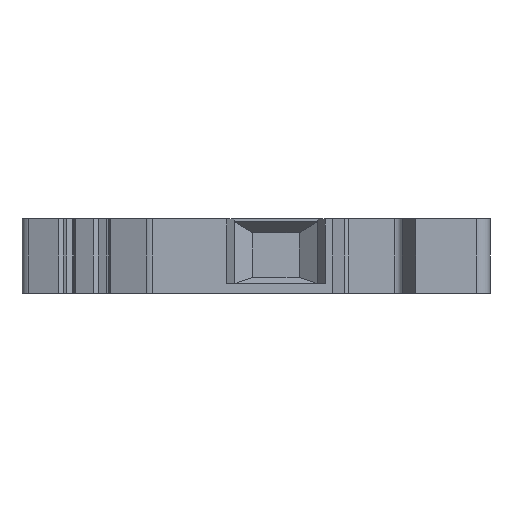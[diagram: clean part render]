
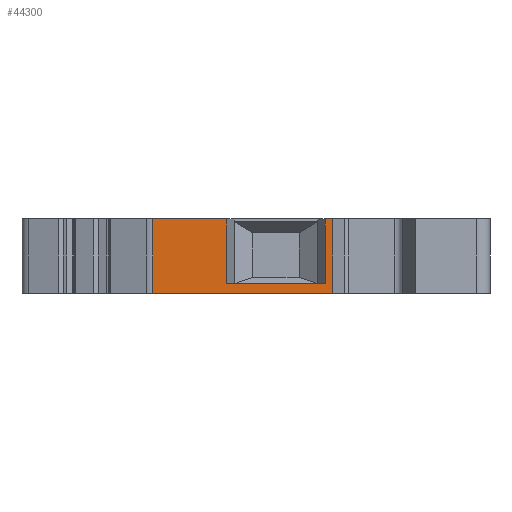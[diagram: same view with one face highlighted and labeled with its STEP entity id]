
A CAD part, left-side view. The second image highlights one B-rep face of the part: STEP entity #44300.
In plain terms, the highlighted face is planar.
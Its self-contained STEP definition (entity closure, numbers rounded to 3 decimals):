
#1450=CARTESIAN_POINT('',(494.907,-23.638,0.));
#1460=VERTEX_POINT('',#1450);
#1490=CARTESIAN_POINT('',(475.447,-23.638,0.));
#1500=DIRECTION('',(1.,0.,0.));
#1510=VECTOR('',#1500,1.);
#1520=LINE('',#1490,#1510);
#1530=CARTESIAN_POINT('',(494.061,-23.638,0.));
#1540=VERTEX_POINT('',#1530);
#1550=EDGE_CURVE('',#1540,#1460,#1520,.T.);
#1770=CARTESIAN_POINT('',(483.453,-23.638,0.));
#1780=VERTEX_POINT('',#1770);
#1810=CARTESIAN_POINT('',(475.447,-23.638,0.));
#1820=VERTEX_POINT('',#1810);
#1830=EDGE_CURVE('',#1820,#1780,#1520,.T.);
#15640=CARTESIAN_POINT('',(475.447,-23.638,-8.));
#15650=VERTEX_POINT('',#15640);
#15680=CARTESIAN_POINT('',(0.,-23.638,-8.));
#15690=DIRECTION('',(1.,0.,0.));
#15700=VECTOR('',#15690,1.);
#15710=LINE('',#15680,#15700);
#15720=CARTESIAN_POINT('',(494.907,-23.638,-8.));
#15730=VERTEX_POINT('',#15720);
#15740=EDGE_CURVE('',#15650,#15730,#15710,.T.);
#29280=CARTESIAN_POINT('',(475.447,-23.638,0.));
#29290=DIRECTION('',(0.,0.,-1.));
#29300=VECTOR('',#29290,1.);
#29310=LINE('',#29280,#29300);
#29320=EDGE_CURVE('',#1820,#15650,#29310,.T.);
#34860=CARTESIAN_POINT('',(494.907,-23.638,0.));
#34870=DIRECTION('',(0.,0.,-1.));
#34880=VECTOR('',#34870,1.);
#34890=LINE('',#34860,#34880);
#34900=EDGE_CURVE('',#1460,#15730,#34890,.T.);
#42210=CARTESIAN_POINT('',(483.453,-23.638,-7.));
#42220=VERTEX_POINT('',#42210);
#42250=CARTESIAN_POINT('',(483.453,-23.638,0.));
#42260=DIRECTION('',(0.,0.,-1.));
#42270=VECTOR('',#42260,1.);
#42280=LINE('',#42250,#42270);
#42290=EDGE_CURVE('',#1780,#42220,#42280,.T.);
#44030=CARTESIAN_POINT('',(475.447,-23.638,0.));
#44040=DIRECTION('',(-0.,-1.,-0.));
#44050=DIRECTION('',(-1.,0.,0.));
#44060=AXIS2_PLACEMENT_3D('',#44030,#44040,#44050);
#44070=PLANE('',#44060);
#44080=ORIENTED_EDGE('',*,*,#1830,.F.);
#44090=ORIENTED_EDGE('',*,*,#42290,.F.);
#44100=CARTESIAN_POINT('',(0.,-23.638,-7.));
#44110=DIRECTION('',(-1.,0.,0.));
#44120=VECTOR('',#44110,1.);
#44130=LINE('',#44100,#44120);
#44140=CARTESIAN_POINT('',(494.061,-23.638,-7.));
#44150=VERTEX_POINT('',#44140);
#44160=EDGE_CURVE('',#44150,#42220,#44130,.T.);
#44170=ORIENTED_EDGE('',*,*,#44160,.T.);
#44180=CARTESIAN_POINT('',(494.061,-23.638,0.));
#44190=DIRECTION('',(0.,0.,1.));
#44200=VECTOR('',#44190,1.);
#44210=LINE('',#44180,#44200);
#44220=EDGE_CURVE('',#44150,#1540,#44210,.T.);
#44230=ORIENTED_EDGE('',*,*,#44220,.F.);
#44240=ORIENTED_EDGE('',*,*,#1550,.F.);
#44250=ORIENTED_EDGE('',*,*,#34900,.F.);
#44260=ORIENTED_EDGE('',*,*,#15740,.T.);
#44270=ORIENTED_EDGE('',*,*,#29320,.T.);
#44280=EDGE_LOOP('',(#44270,#44260,#44250,#44240,#44230,#44170,#44090,
#44080));
#44290=FACE_OUTER_BOUND('',#44280,.T.);
#44300=ADVANCED_FACE('',(#44290),#44070,.T.);
